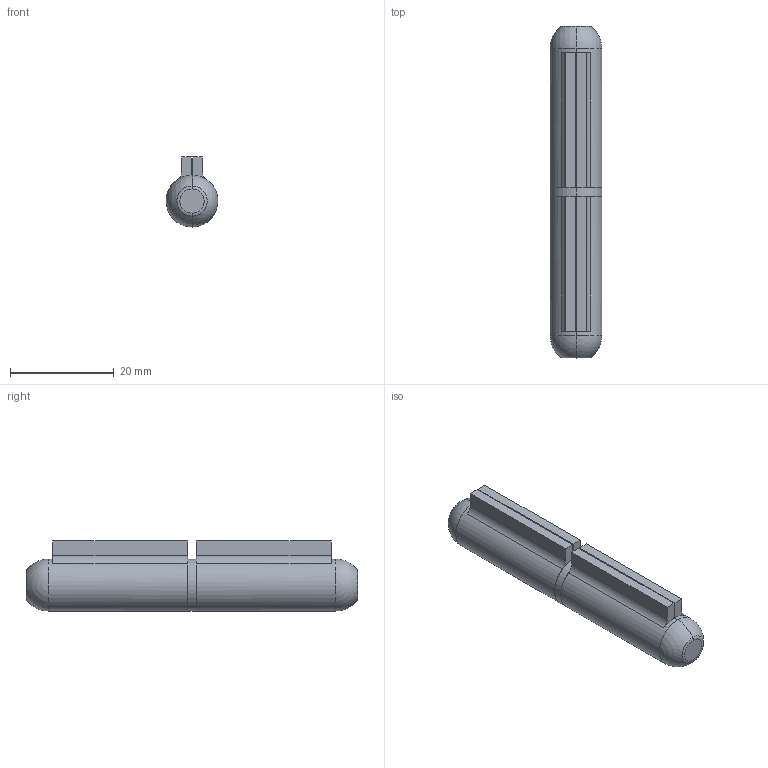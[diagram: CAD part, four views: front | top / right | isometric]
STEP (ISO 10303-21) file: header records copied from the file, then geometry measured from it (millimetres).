
FILE_DESCRIPTION (( 'STEP AP203' ), '1' );
FILE_NAME ('420-60.step', '2021-06-29T13:10:45', ( '' ), ( '' ), 'SwSTEP 2.0', 'SolidWorks 2018', '' );
FILE_SCHEMA (( 'CONFIG_CONTROL_DESIGN' ));
Length unit declared in the file: millimetre
Products named in the file (5): 420-XX Teil1; 420-60; 420-XX Teil2_420-60 Teil2; 420-XX Teil2; 420-XX Teil1_420-60 Teil1
Assembly tree (2 placements, depth 2):
  420-XX Teil1
  420-60
    420-XX Teil2_420-60 Teil2
    420-XX Teil1_420-60 Teil1
  420-XX Teil2
Bounding box: 10 x 64 x 13.5 mm (x, y, z)
Volume: 4622.3 mm3; surface area: 4766.6 mm2
Topology: 3 solids, 3 shells, 283 faces, 755 edges, 497 vertices
Faces by surface type: plane 150, bspline 101, cylinder 22, torus 4, sphere 4, cone 2
Entity records: 14114 total; most frequent: CARTESIAN_POINT 7281, ORIENTED_EDGE 1494, DIRECTION 995, EDGE_CURVE 747, VERTEX_POINT 493, VECTOR 469, LINE 469, EDGE_LOOP 306
